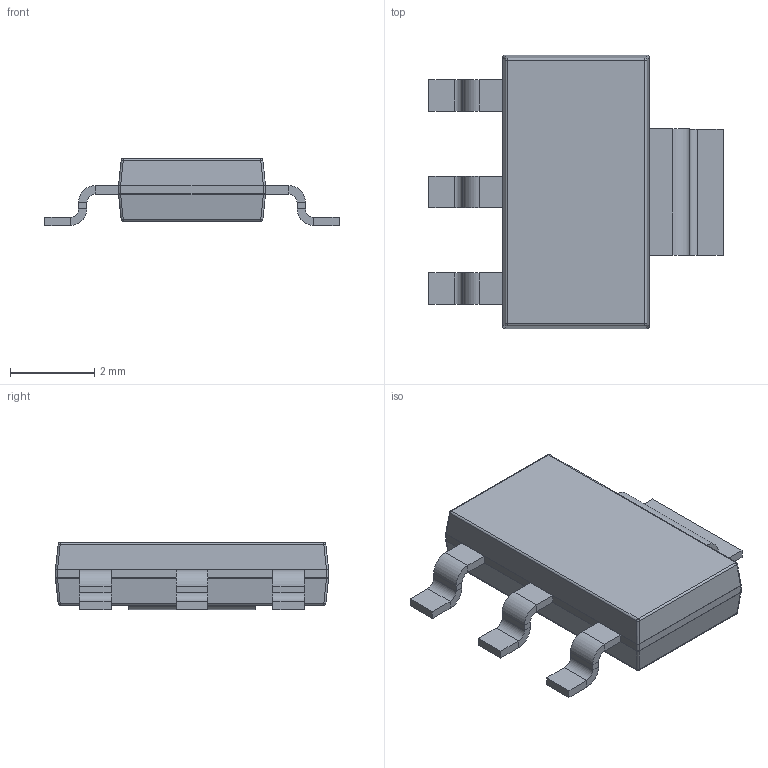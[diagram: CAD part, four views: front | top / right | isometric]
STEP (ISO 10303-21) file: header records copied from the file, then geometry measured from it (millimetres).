
FILE_DESCRIPTION(('Open CASCADE Model'),'2;1');
FILE_NAME('Open CASCADE Shape Model','2022-11-14T00:13:17',('Author'),( 'Open CASCADE'),'Open CASCADE STEP processor 7.5','Open CASCADE 7.5' ,'Unknown');
FILE_SCHEMA(('AUTOMOTIVE_DESIGN { 1 0 10303 214 1 1 1 1 }'));
Length unit declared in the file: millimetre
Products named in the file (5): SOT230P700X160-4N.step; Body; Open CASCADE STEP translator 7.5 188.1.1; Lead; Tab
Assembly tree (6 placements, depth 3):
  SOT230P700X160-4N.step
    Body
      Open CASCADE STEP translator 7.5 188.1.1
    Lead  x3
    Tab
Bounding box: 7 x 6.5 x 1.6 mm (x, y, z)
Volume: 35.6 mm3; surface area: 101 mm2
Topology: 5 solids, 5 shells, 146 faces, 296 edges, 152 vertices
Faces by surface type: plane 86, cylinder 44, bspline 8, sphere 8
Entity records: 6826 total; most frequent: CARTESIAN_POINT 2681, DIRECTION 750, LINE 460, VECTOR 460, ORIENTED_EDGE 400, PCURVE 400, DEFINITIONAL_REPRESENTATION 400, EDGE_CURVE 200
